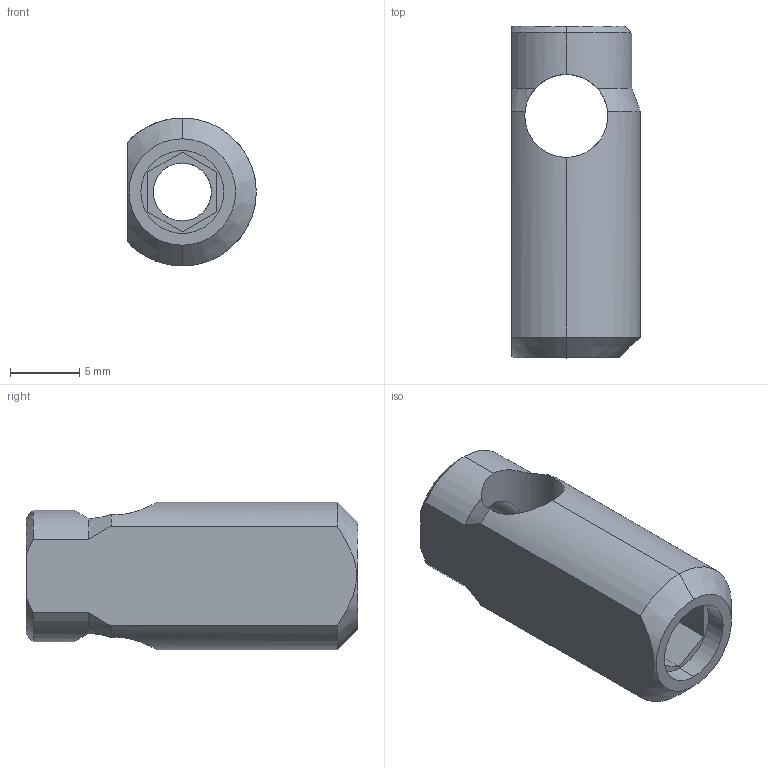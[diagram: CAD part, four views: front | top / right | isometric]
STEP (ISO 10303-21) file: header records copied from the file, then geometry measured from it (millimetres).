
FILE_DESCRIPTION (( 'STEP AP214' ), '1' );
FILE_NAME ('099GS084M5.STEP', '2015-06-18T14:52:58', ( 'Not-Admin' ), ( 'Hewlett-Packard Company' ), 'SwSTEP 2.0', 'SolidWorks 2014', '' );
FILE_SCHEMA (( 'AUTOMOTIVE_DESIGN' ));
Length unit declared in the file: millimetre
Products named in the file (1): 099GS084M5
Bounding box: 9.3 x 24 x 10.7 mm (x, y, z)
Volume: 1288.1 mm3; surface area: 1221.1 mm2
Topology: 1 solids, 1 shells, 35 faces, 93 edges, 60 vertices
Faces by surface type: cylinder 14, plane 11, cone 10
Entity records: 1415 total; most frequent: CARTESIAN_POINT 478, ORIENTED_EDGE 186, DIRECTION 167, EDGE_CURVE 93, AXIS2_PLACEMENT_3D 63, VERTEX_POINT 60, VECTOR 41, LINE 41
